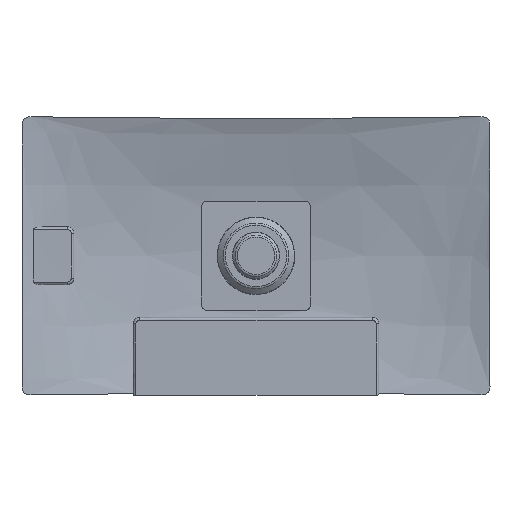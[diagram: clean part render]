
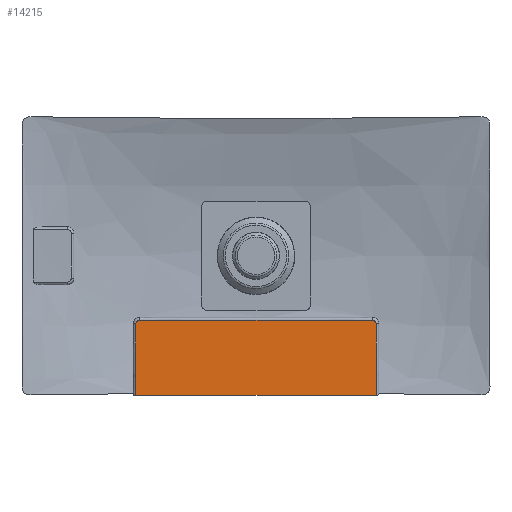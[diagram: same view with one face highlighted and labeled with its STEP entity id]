
A CAD part, front view. The second image highlights one B-rep face of the part: STEP entity #14215.
In plain terms, the highlighted planar face has unit normal (0, -1, 0).
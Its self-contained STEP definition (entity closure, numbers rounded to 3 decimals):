
#183 = EDGE_CURVE ( 'NONE', #17727, #5976, #9764, .T. ) ;
#473 = CARTESIAN_POINT ( 'NONE',  ( 139.5, -54.5, 44.7 ) ) ;
#692 = EDGE_CURVE ( 'NONE', #13736, #6801, #1798, .T. ) ;
#1466 = ORIENTED_EDGE ( 'NONE', *, *, #12709, .F. ) ;
#1798 = LINE ( 'NONE', #5210, #5522 ) ;
#2848 = CARTESIAN_POINT ( 'NONE',  ( -141.4, -54.5, -57.063 ) ) ;
#2911 = CARTESIAN_POINT ( 'NONE',  ( 139.5, -54.5, -57.063 ) ) ;
#2935 = VERTEX_POINT ( 'NONE', #4549 ) ;
#4212 = ORIENTED_EDGE ( 'NONE', *, *, #5903, .F. ) ;
#4241 = LINE ( 'NONE', #2911, #7547 ) ;
#4430 = EDGE_LOOP ( 'NONE', ( #1466, #15702, #4212, #13587, #8176, #6631 ) ) ;
#4549 = CARTESIAN_POINT ( 'NONE',  ( -139.5, -54.5, 44.7 ) ) ;
#4843 = CARTESIAN_POINT ( 'NONE',  ( -139.5, -54.5, 44.7 ) ) ;
#5210 = CARTESIAN_POINT ( 'NONE',  ( 274.783, -54.5, -38.058 ) ) ;
#5322 = EDGE_CURVE ( 'NONE', #2935, #18111, #17682, .T. ) ;
#5391 = CARTESIAN_POINT ( 'NONE',  ( -139.5, -54.5, -38.058 ) ) ;
#5402 = EDGE_CURVE ( 'NONE', #13736, #2935, #6515, .T. ) ;
#5522 = VECTOR ( 'NONE', #13639, 1000. ) ;
#5726 = CARTESIAN_POINT ( 'NONE',  ( -135., -54.5, 49.2 ) ) ;
#5802 = DIRECTION ( 'NONE',  ( 0., 0., 1. ) ) ;
#5903 = EDGE_CURVE ( 'NONE', #18111, #17727, #15099, .T. ) ;
#5976 = VERTEX_POINT ( 'NONE', #473 ) ;
#6237 = AXIS2_PLACEMENT_3D ( 'NONE', #2848, #14230, #5802 ) ;
#6515 = LINE ( 'NONE', #7144, #10251 ) ;
#6631 = ORIENTED_EDGE ( 'NONE', *, *, #692, .T. ) ;
#6648 = CARTESIAN_POINT ( 'NONE',  ( 139.5, -54.5, 44.7 ) ) ;
#6801 = VERTEX_POINT ( 'NONE', #11760 ) ;
#7144 = CARTESIAN_POINT ( 'NONE',  ( -139.5, -54.5, -57.063 ) ) ;
#7479 = CARTESIAN_POINT ( 'NONE',  ( -141.4, -54.5, 49.2 ) ) ;
#7547 = VECTOR ( 'NONE', #8447, 1000. ) ;
#8176 = ORIENTED_EDGE ( 'NONE', *, *, #5402, .F. ) ;
#8447 = DIRECTION ( 'NONE',  ( 0., 0., -1. ) ) ;
#9184 = FACE_OUTER_BOUND ( 'NONE', #4430, .T. ) ;
#9764 = B_SPLINE_CURVE_WITH_KNOTS ( 'NONE', 3,
 ( #14050, #11784, #14594, #6648 ),
 .UNSPECIFIED., .F., .F.,
 ( 4, 4 ),
 ( 0., 1. ),
 .UNSPECIFIED. ) ;
#10251 = VECTOR ( 'NONE', #14284, 1000. ) ;
#11334 = CARTESIAN_POINT ( 'NONE',  ( -139.5, -54.5, 47.184 ) ) ;
#11348 = VECTOR ( 'NONE', #15907, 1000. ) ;
#11760 = CARTESIAN_POINT ( 'NONE',  ( 139.5, -54.5, -38.058 ) ) ;
#11784 = CARTESIAN_POINT ( 'NONE',  ( 137.484, -54.5, 49.2 ) ) ;
#12709 = EDGE_CURVE ( 'NONE', #5976, #6801, #4241, .T. ) ;
#13587 = ORIENTED_EDGE ( 'NONE', *, *, #5322, .F. ) ;
#13639 = DIRECTION ( 'NONE',  ( 1., 0., 0. ) ) ;
#13736 = VERTEX_POINT ( 'NONE', #5391 ) ;
#14050 = CARTESIAN_POINT ( 'NONE',  ( 135., -54.5, 49.2 ) ) ;
#14104 = CARTESIAN_POINT ( 'NONE',  ( -135., -54.5, 49.2 ) ) ;
#14161 = CARTESIAN_POINT ( 'NONE',  ( -137.484, -54.5, 49.2 ) ) ;
#14215 = ADVANCED_FACE ( 'NONE', ( #9184 ), #15521, .F. ) ;
#14230 = DIRECTION ( 'NONE',  ( 0., 1., 0. ) ) ;
#14284 = DIRECTION ( 'NONE',  ( 0., 0., 1. ) ) ;
#14594 = CARTESIAN_POINT ( 'NONE',  ( 139.5, -54.5, 47.184 ) ) ;
#14631 = CARTESIAN_POINT ( 'NONE',  ( 135., -54.5, 49.2 ) ) ;
#15099 = LINE ( 'NONE', #7479, #11348 ) ;
#15521 = PLANE ( 'NONE',  #6237 ) ;
#15702 = ORIENTED_EDGE ( 'NONE', *, *, #183, .F. ) ;
#15907 = DIRECTION ( 'NONE',  ( 1., 0., 0. ) ) ;
#17682 = B_SPLINE_CURVE_WITH_KNOTS ( 'NONE', 3,
 ( #4843, #11334, #14161, #5726 ),
 .UNSPECIFIED., .F., .F.,
 ( 4, 4 ),
 ( 0., 1. ),
 .UNSPECIFIED. ) ;
#17727 = VERTEX_POINT ( 'NONE', #14631 ) ;
#18111 = VERTEX_POINT ( 'NONE', #14104 ) ;
